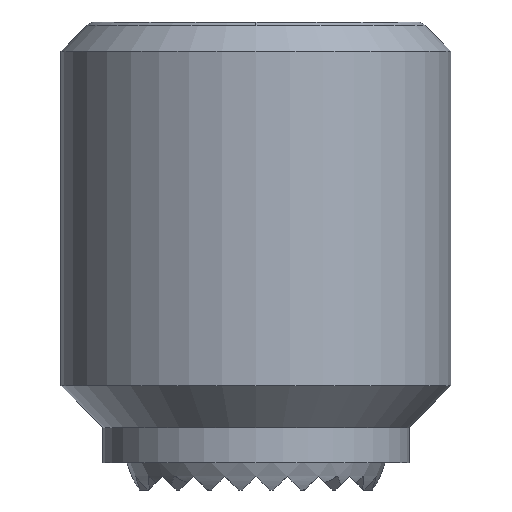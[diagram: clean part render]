
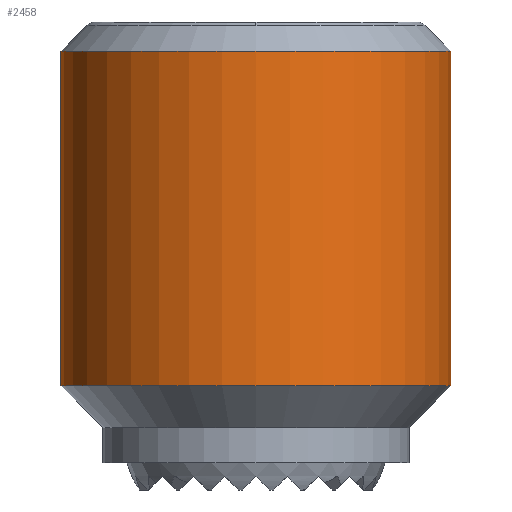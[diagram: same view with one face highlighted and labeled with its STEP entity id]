
A CAD part, front view. The second image highlights one B-rep face of the part: STEP entity #2458.
In plain terms, the highlighted cylindrical face has radius 5 mm (diameter 10 mm), a partial arc.
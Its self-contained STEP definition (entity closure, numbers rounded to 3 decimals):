
#1496=VERTEX_POINT('',#3956);
#1872=EDGE_CURVE('',#3086,#2474,#4379,.T.);
#2458=ADVANCED_FACE('',(#5040),#5041,.T.);
#2474=VERTEX_POINT('',#5059);
#2476=EDGE_CURVE('',#2590,#1496,#5061,.T.);
#2590=VERTEX_POINT('',#5187);
#2698=EDGE_CURVE('',#2590,#3086,#5309,.T.);
#2718=EDGE_CURVE('',#2474,#1496,#5336,.T.);
#3086=VERTEX_POINT('',#5744);
#3956=CARTESIAN_POINT('',(5.,0.,-9.325));
#4379=CIRCLE('',#7390,5.0);
#5040=FACE_OUTER_BOUND('',#8327,.T.);
#5041=CYLINDRICAL_SURFACE('',#8328,5.0);
#5059=CARTESIAN_POINT('',(5.,0.,-0.75));
#5061=CIRCLE('',#8355,5.0);
#5187=CARTESIAN_POINT('',(-5.,0.,-9.325));
#5309=LINE('',#8699,#8700);
#5336=LINE('',#8728,#8729);
#5744=CARTESIAN_POINT('',(-5.,0.,-0.75));
#7390=AXIS2_PLACEMENT_3D('',#11105,#11106,#11107);
#8327=EDGE_LOOP('',(#11883,#11884,#11885,#11886));
#8328=AXIS2_PLACEMENT_3D('',#11887,#11888,#11889);
#8355=AXIS2_PLACEMENT_3D('',#11908,#11909,#11910);
#8699=CARTESIAN_POINT('',(-5.,0.,-5.038));
#8700=VECTOR('',#12185,1.0);
#8728=CARTESIAN_POINT('',(5.,0.,-5.038));
#8729=VECTOR('',#12242,1.0);
#11105=CARTESIAN_POINT('',(0.,0.,-0.75));
#11106=DIRECTION('',(0.0,0.0,1.0));
#11107=DIRECTION('',(-1.0,0.,0.0));
#11883=ORIENTED_EDGE('',*,*,#2698,.F.);
#11884=ORIENTED_EDGE('',*,*,#2476,.T.);
#11885=ORIENTED_EDGE('',*,*,#2718,.F.);
#11886=ORIENTED_EDGE('',*,*,#1872,.F.);
#11887=CARTESIAN_POINT('',(0.,0.,-5.038));
#11888=DIRECTION('',(-0.0,-0.0,-1.0));
#11889=DIRECTION('',(-1.0,0.,0.0));
#11908=CARTESIAN_POINT('',(0.,0.,-9.325));
#11909=DIRECTION('',(0.0,0.0,1.0));
#11910=DIRECTION('',(-1.0,0.,0.0));
#12185=DIRECTION('',(0.0,0.0,1.0));
#12242=DIRECTION('',(-0.0,-0.0,-1.0));
